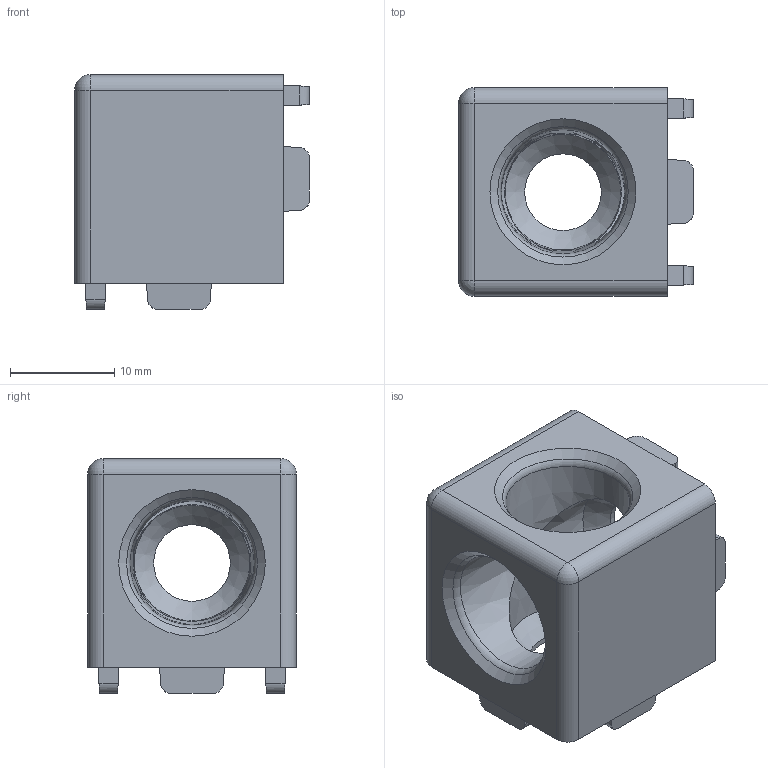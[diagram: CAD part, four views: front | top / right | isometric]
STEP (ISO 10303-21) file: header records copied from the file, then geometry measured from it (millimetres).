
FILE_DESCRIPTION(/* description */ (''),/* implementation_level */ '2;1');
FILE_NAME(/* name */ 'VB-1075_Würfelverbinder_2D20-6.stp',/* time_stamp */ '2020-07-21T11:47:20+02:00',/* author */ ('jmaun'),/* organization */ (''),/* preprocessor_version */ 'ST-DEVELOPER v17',/* originating_system */ 'Autodesk Inventor 2019',/* authorisation */ '');
FILE_SCHEMA (('AUTOMOTIVE_DESIGN { 1 0 10303 214 3 1 1 }'));
Length unit declared in the file: millimetre
Products named in the file (1): VB-1075_Würfelverbinder_2D20-6
Bounding box: 22.5 x 20 x 22.5 mm (x, y, z)
Volume: 4892.1 mm3; surface area: 3293.9 mm2
Topology: 1 solids, 1 shells, 167 faces, 420 edges, 245 vertices
Faces by surface type: cylinder 67, plane 64, sphere 26, cone 8, torus 2
Full cylindrical faces by diameter (mm): 7.35 x2
Entity records: 5079 total; most frequent: DIRECTION 905, CARTESIAN_POINT 819, ORIENTED_EDGE 812, EDGE_CURVE 406, AXIS2_PLACEMENT_3D 331, VERTEX_POINT 245, LINE 243, VECTOR 243
